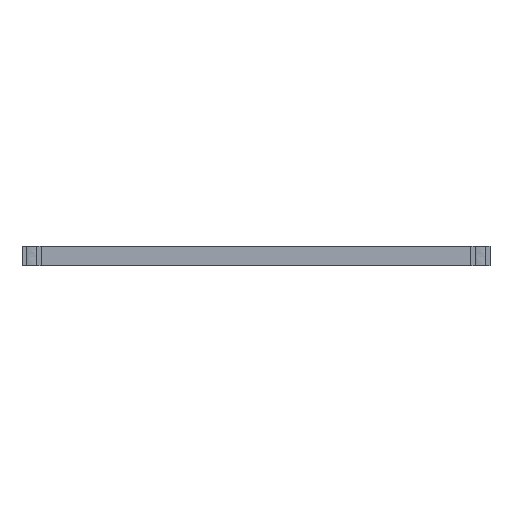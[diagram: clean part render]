
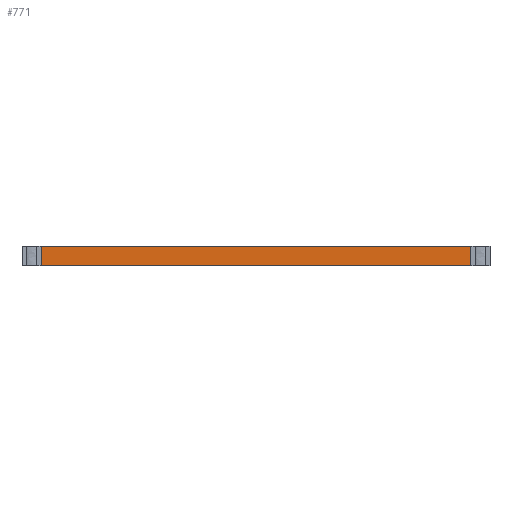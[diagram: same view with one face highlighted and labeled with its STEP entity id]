
A CAD part, front view. The second image highlights one B-rep face of the part: STEP entity #771.
In plain terms, the highlighted planar face has unit normal (0, -1, 0).
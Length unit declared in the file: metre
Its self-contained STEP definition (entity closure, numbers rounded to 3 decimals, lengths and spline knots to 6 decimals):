
#26=PLANE('',#827);
#74=LINE('',#1169,#166);
#76=LINE('',#1173,#168);
#77=LINE('',#1175,#169);
#78=LINE('',#1177,#170);
#166=VECTOR('',#921,1.);
#168=VECTOR('',#925,1.);
#169=VECTOR('',#926,1.);
#170=VECTOR('',#927,1.);
#276=ORIENTED_EDGE('',*,*,#490,.T.);
#277=ORIENTED_EDGE('',*,*,#491,.F.);
#278=ORIENTED_EDGE('',*,*,#492,.F.);
#279=ORIENTED_EDGE('',*,*,#488,.T.);
#488=EDGE_CURVE('',#591,#590,#74,.T.);
#490=EDGE_CURVE('',#590,#592,#76,.T.);
#491=EDGE_CURVE('',#593,#592,#77,.T.);
#492=EDGE_CURVE('',#591,#593,#78,.T.);
#590=VERTEX_POINT('',#1168);
#591=VERTEX_POINT('',#1170);
#592=VERTEX_POINT('',#1174);
#593=VERTEX_POINT('',#1176);
#671=EDGE_LOOP('',(#276,#277,#278,#279));
#717=FACE_BOUND('',#671,.T.);
#771=ADVANCED_FACE('',(#717),#26,.F.);
#827=AXIS2_PLACEMENT_3D('',#1172,#923,#924);
#921=DIRECTION('',(0.,0.,-1.));
#923=DIRECTION('',(0.,1.,0.));
#924=DIRECTION('',(0.,0.,1.));
#925=DIRECTION('',(1.,0.,0.));
#926=DIRECTION('',(0.,0.,-1.));
#927=DIRECTION('',(1.,0.,0.));
#1168=CARTESIAN_POINT('',(-0.0335,-0.012,0.));
#1169=CARTESIAN_POINT('',(-0.0335,-0.012,0.003));
#1170=CARTESIAN_POINT('',(-0.0335,-0.012,0.003));
#1172=CARTESIAN_POINT('',(0.,-0.012,0.003));
#1173=CARTESIAN_POINT('',(0.,-0.012,0.));
#1174=CARTESIAN_POINT('',(0.0335,-0.012,0.));
#1175=CARTESIAN_POINT('',(0.0335,-0.012,0.003));
#1176=CARTESIAN_POINT('',(0.0335,-0.012,0.003));
#1177=CARTESIAN_POINT('',(0.,-0.012,0.003));
